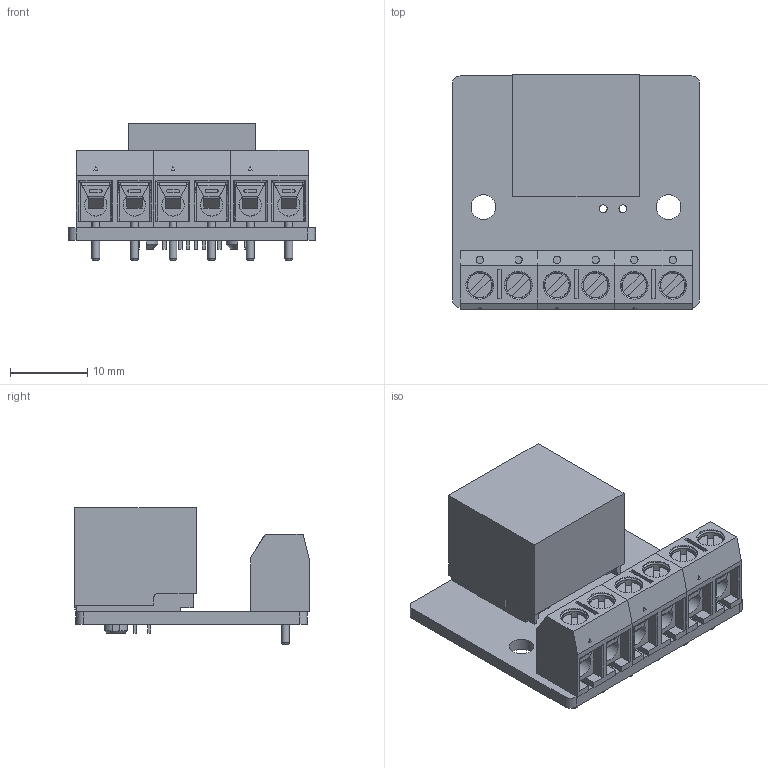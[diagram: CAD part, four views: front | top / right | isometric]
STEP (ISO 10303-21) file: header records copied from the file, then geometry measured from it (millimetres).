
FILE_DESCRIPTION(('KiCad electronic assembly'),'2;1');
FILE_NAME('sense breakout.step','2022-08-27T22:12:03',('Pcbnew'),( 'Kicad'),'Open CASCADE STEP processor 7.5','KiCad to STEP converter' ,'Unknown');
FILE_SCHEMA(('AUTOMOTIVE_DESIGN { 1 0 10303 214 1 1 1 1 }'));
Length unit declared in the file: millimetre
Products named in the file (6): sense breakout 1; screw terminal; SOLID; RC01374; sense breakout PCB
Assembly tree (7 placements, depth 3):
  sense breakout 1
    screw terminal  x3
      SOLID
    RC01374
      SOLID
    sense breakout PCB
Bounding box: 32 x 30.39 x 17.73 mm (x, y, z)
Volume: 5144.3 mm3; surface area: 8401.4 mm2
Topology: 5 solids, 5 shells, 927 faces, 2581 edges, 1679 vertices
Faces by surface type: bspline 897, cylinder 24, plane 6
Full cylindrical faces by diameter (mm): 0.889 x8, 1 x2, 1.3 x6, 3.2 x2, 3.251 x2
Entity records: 43931 total; most frequent: CARTESIAN_POINT 17607, B_SPLINE_CURVE_WITH_KNOTS 5309, ORIENTED_EDGE 3838, PCURVE 3838, DEFINITIONAL_REPRESENTATION 3838, EDGE_CURVE 1919, SURFACE_CURVE 1881, VERTEX_POINT 1251
